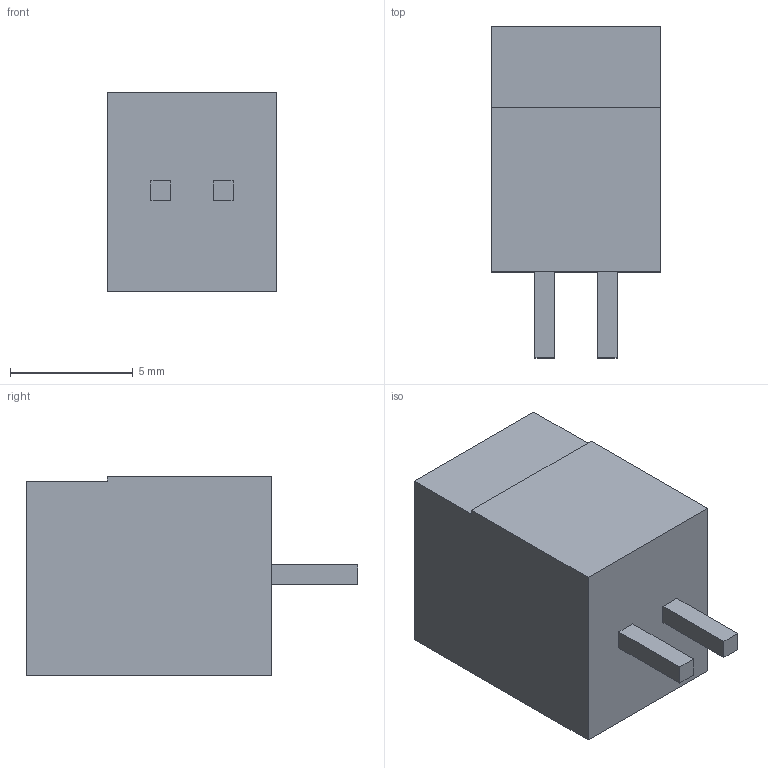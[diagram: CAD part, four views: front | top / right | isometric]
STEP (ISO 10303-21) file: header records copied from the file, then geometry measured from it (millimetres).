
FILE_DESCRIPTION(('FreeCAD Model'),'2;1');
FILE_NAME('Open CASCADE Shape Model','2022-03-18T10:44:24',('Author'),( ''),'Open CASCADE STEP processor 7.5','FreeCAD','Unknown');
FILE_SCHEMA(('AUTOMOTIVE_DESIGN { 1 0 10303 214 1 1 1 1 }'));
Length unit declared in the file: millimetre
Products named in the file (4): Part; Body; Body001; Body002
Assembly tree (3 placements, depth 2):
  Part
    Body
    Body001
    Body002
Bounding box: 6.88 x 13.5 x 8.1 mm (x, y, z)
Volume: 416.6 mm3; surface area: 630.9 mm2
Topology: 3 solids, 3 shells, 51 faces, 126 edges, 84 vertices
Faces by surface type: plane 51
Entity records: 3210 total; most frequent: CARTESIAN_POINT 517, DIRECTION 488, LINE 378, VECTOR 378, ORIENTED_EDGE 252, PCURVE 252, DEFINITIONAL_REPRESENTATION 252, EDGE_CURVE 126
